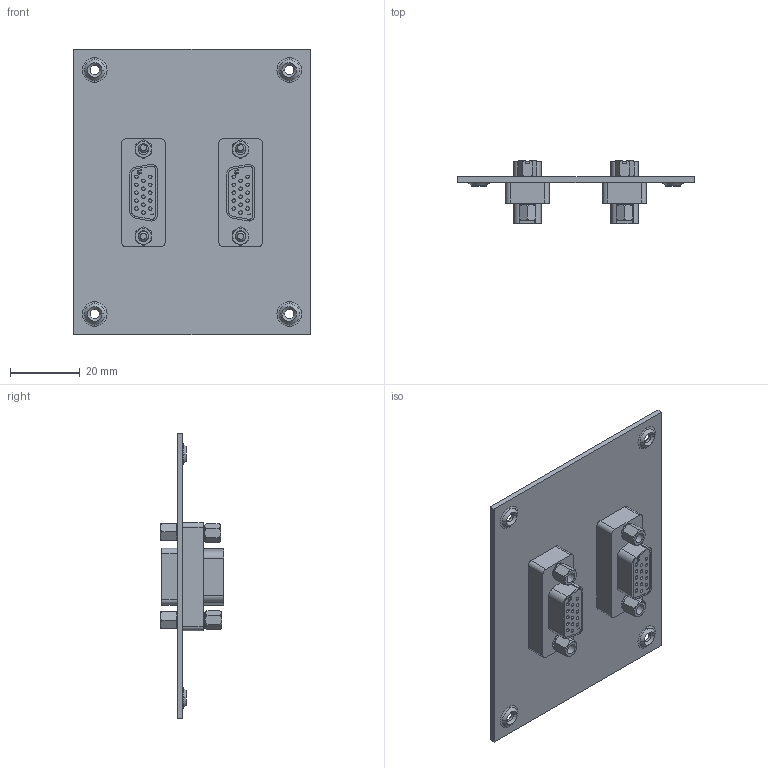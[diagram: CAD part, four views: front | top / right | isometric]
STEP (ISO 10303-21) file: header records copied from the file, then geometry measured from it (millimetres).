
FILE_DESCRIPTION (( 'STEP AP214' ), '1' );
FILE_NAME ('USP2HDB15FB.STEP', '2017-05-31T18:46:09', ( 'L-Com' ), ( 'L-Com Global Connectivity' ), 'SwSTEP 2.0', 'SolidWorks 2014', '' );
FILE_SCHEMA (( 'AUTOMOTIVE_DESIGN' ));
Length unit declared in the file: inch
Products named in the file (7): USP2HDB15FB; 1AR04-002; DGB9F-MA1; SDH15S_Without Mounting Flange and Solder Cups; 3AA06-001; DGBH15F_WITHOUT JACKSCREWS; 3AA05-002
Assembly tree (12 placements, depth 3):
  USP2HDB15FB
    1AR04-002
    DGBH15F_WITHOUT JACKSCREWS  x2
      DGB9F-MA1
      SDH15S_Without Mounting Flange and Solder Cups
      3AA06-001
    3AA05-002  x4
Bounding box: 68.07 x 18.26 x 82.04 mm (x, y, z)
Volume: 15429.7 mm3; surface area: 18257.2 mm2
Topology: 15 solids, 15 shells, 912 faces, 2154 edges, 1352 vertices
Faces by surface type: plane 346, cylinder 310, cone 144, torus 40, sphere 40, bspline 32
Entity records: 12191 total; most frequent: CARTESIAN_POINT 2254, DIRECTION 1800, ORIENTED_EDGE 1588, EDGE_CURVE 794, AXIS2_PLACEMENT_3D 707, VERTEX_POINT 505, VECTOR 386, LINE 386
